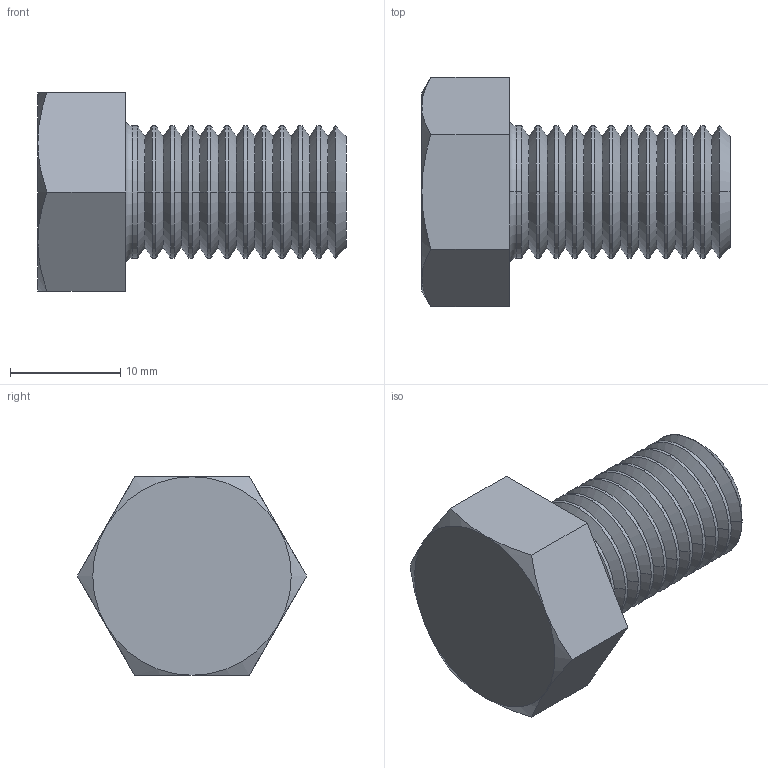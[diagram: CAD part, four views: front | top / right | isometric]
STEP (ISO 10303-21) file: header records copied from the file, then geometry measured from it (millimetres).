
FILE_DESCRIPTION (( 'STEP AP203' ), '1' );
FILE_NAME ('DIN933 M12x20mm CIVATA.STEP', '2022-06-16T15:33:03', ( '' ), ( '' ), 'SwSTEP 2.0', 'SolidWorks 2021', '' );
FILE_SCHEMA (( 'CONFIG_CONTROL_DESIGN' ));
Length unit declared in the file: millimetre
Products named in the file (1): DIN933 M12x20mm CIVATA
Bounding box: 27.95 x 20.78 x 18 mm (x, y, z)
Volume: 4217.3 mm3; surface area: 2103.5 mm2
Topology: 1 solids, 1 shells, 87 faces, 220 edges, 136 vertices
Faces by surface type: cone 52, cylinder 24, plane 9, torus 2
Entity records: 2769 total; most frequent: CARTESIAN_POINT 516, DIRECTION 510, ORIENTED_EDGE 440, EDGE_CURVE 220, AXIS2_PLACEMENT_3D 214, VERTEX_POINT 136, CIRCLE 126, EDGE_LOOP 88
